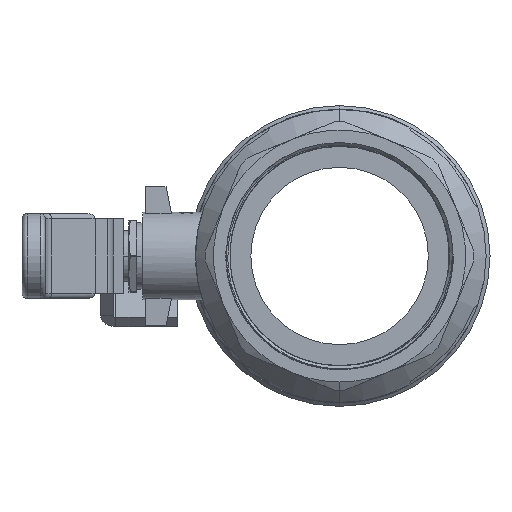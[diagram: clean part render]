
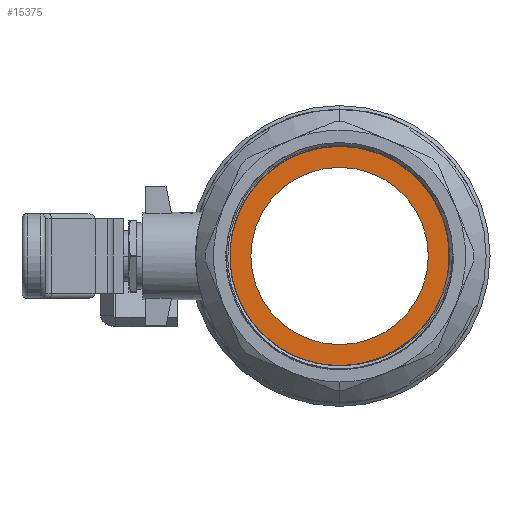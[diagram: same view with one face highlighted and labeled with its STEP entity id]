
A CAD part, left-side view. The second image highlights one B-rep face of the part: STEP entity #15375.
In plain terms, the highlighted planar face has unit normal (-1, 0, 0).
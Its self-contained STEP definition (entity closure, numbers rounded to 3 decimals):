
#585=PLANE('',#16396);
#955=CIRCLE('',#16395,42.65);
#956=CIRCLE('',#16397,42.65);
#957=CIRCLE('',#16398,34.5);
#958=CIRCLE('',#16399,34.5);
#2766=ORIENTED_EDGE('',*,*,#7691,.T.);
#2767=ORIENTED_EDGE('',*,*,#7694,.T.);
#2768=ORIENTED_EDGE('',*,*,#7695,.F.);
#2769=ORIENTED_EDGE('',*,*,#7696,.F.);
#7691=EDGE_CURVE('',#10152,#10151,#955,.T.);
#7694=EDGE_CURVE('',#10151,#10152,#956,.T.);
#7695=EDGE_CURVE('',#10153,#10154,#957,.T.);
#7696=EDGE_CURVE('',#10154,#10153,#958,.T.);
#10151=VERTEX_POINT('',#27789);
#10152=VERTEX_POINT('',#27791);
#10153=VERTEX_POINT('',#27797);
#10154=VERTEX_POINT('',#27798);
#13322=EDGE_LOOP('',(#2766,#2767));
#13323=EDGE_LOOP('',(#2768,#2769));
#14327=FACE_BOUND('',#13322,.T.);
#14328=FACE_BOUND('',#13323,.T.);
#15375=ADVANCED_FACE('',(#14327,#14328),#585,.F.);
#16395=AXIS2_PLACEMENT_3D('',#27790,#17796,#17797);
#16396=AXIS2_PLACEMENT_3D('',#27794,#17800,#17801);
#16397=AXIS2_PLACEMENT_3D('',#27795,#17802,#17803);
#16398=AXIS2_PLACEMENT_3D('',#27796,#17804,#17805);
#16399=AXIS2_PLACEMENT_3D('',#27799,#17806,#17807);
#17796=DIRECTION('',(-1.,0.,0.));
#17797=DIRECTION('',(0.,0.,1.));
#17800=DIRECTION('',(1.,0.,0.));
#17801=DIRECTION('',(0.,0.,-1.));
#17802=DIRECTION('',(-1.,0.,0.));
#17803=DIRECTION('',(0.,0.,1.));
#17804=DIRECTION('',(-1.,0.,0.));
#17805=DIRECTION('',(0.,0.,1.));
#17806=DIRECTION('',(-1.,0.,0.));
#17807=DIRECTION('',(0.,0.,1.));
#27789=CARTESIAN_POINT('',(-47.,0.,-42.65));
#27790=CARTESIAN_POINT('',(-47.,0.,0.));
#27791=CARTESIAN_POINT('',(-47.,0.,42.65));
#27794=CARTESIAN_POINT('',(-47.,-34.5,0.));
#27795=CARTESIAN_POINT('',(-47.,0.,0.));
#27796=CARTESIAN_POINT('',(-47.,0.,0.));
#27797=CARTESIAN_POINT('',(-47.,0.,34.5));
#27798=CARTESIAN_POINT('',(-47.,0.,-34.5));
#27799=CARTESIAN_POINT('',(-47.,0.,0.));
